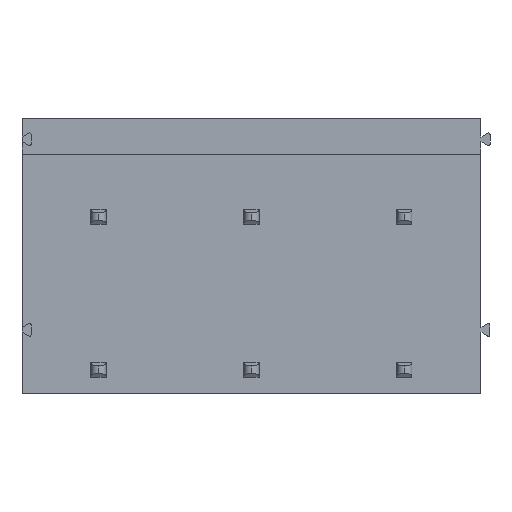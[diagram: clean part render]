
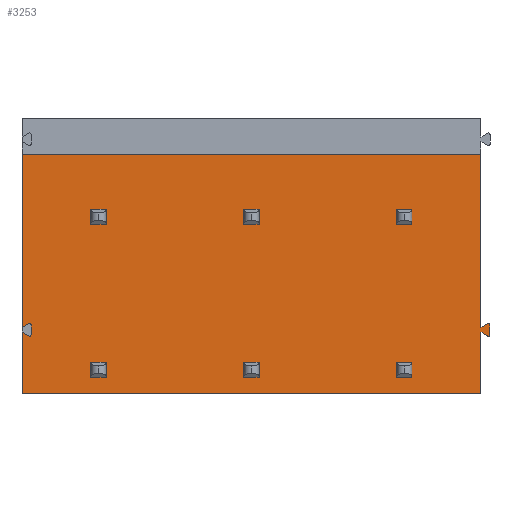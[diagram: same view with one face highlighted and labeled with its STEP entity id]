
A CAD part, front view. The second image highlights one B-rep face of the part: STEP entity #3253.
In plain terms, the highlighted planar face has unit normal (0, -1, 0).
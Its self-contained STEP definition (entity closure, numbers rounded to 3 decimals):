
#62 = CARTESIAN_POINT ( 'NONE',  ( 14.94, 0., 6.75 ) ) ;
#74 = ORIENTED_EDGE ( 'NONE', *, *, #2887, .F. ) ;
#285 = DIRECTION ( 'NONE',  ( 0., 1., 0. ) ) ;
#288 = CARTESIAN_POINT ( 'NONE',  ( 14.94, 0., -9.15 ) ) ;
#329 = CARTESIAN_POINT ( 'NONE',  ( -15.54, 0., -5.052 ) ) ;
#345 = VERTEX_POINT ( 'NONE', #1282 ) ;
#377 = LINE ( 'NONE', #734, #7398 ) ;
#382 = VECTOR ( 'NONE', #929, 1000. ) ;
#518 = CARTESIAN_POINT ( 'NONE',  ( 0., 0., 0. ) ) ;
#590 = ORIENTED_EDGE ( 'NONE', *, *, #6557, .F. ) ;
#709 = ORIENTED_EDGE ( 'NONE', *, *, #6441, .F. ) ;
#734 = CARTESIAN_POINT ( 'NONE',  ( 14.94, 0., -9.15 ) ) ;
#745 = DIRECTION ( 'NONE',  ( 0.866, 0., 0.5 ) ) ;
#781 = EDGE_CURVE ( 'NONE', #5011, #1693, #3710, .T. ) ;
#791 = VERTEX_POINT ( 'NONE', #1729 ) ;
#894 = DIRECTION ( 'NONE',  ( -0.866, 0., 0.5 ) ) ;
#929 = DIRECTION ( 'NONE',  ( 0., 0., -1. ) ) ;
#1003 = EDGE_CURVE ( 'NONE', #6445, #4671, #1811, .T. ) ;
#1008 = ORIENTED_EDGE ( 'NONE', *, *, #6003, .T. ) ;
#1075 = CARTESIAN_POINT ( 'NONE',  ( -15.09, 0., -5.312 ) ) ;
#1085 = LINE ( 'NONE', #1075, #4285 ) ;
#1089 = ORIENTED_EDGE ( 'NONE', *, *, #4013, .T. ) ;
#1098 = ORIENTED_EDGE ( 'NONE', *, *, #6892, .F. ) ;
#1132 = PLANE ( 'NONE',  #4836 ) ;
#1169 = CARTESIAN_POINT ( 'NONE',  ( 15.54, 0., -5.225 ) ) ;
#1229 = EDGE_LOOP ( 'NONE', ( #1008, #6949, #7482, #1500, #709, #74, #1885, #590, #6475, #8262, #6208, #2620, #1098, #5994, #1089, #6660, #3583, #2124 ) ) ;
#1259 = CARTESIAN_POINT ( 'NONE',  ( 14.94, 0., -4.748 ) ) ;
#1282 = CARTESIAN_POINT ( 'NONE',  ( -15.04, 0., -5.325 ) ) ;
#1324 = DIRECTION ( 'NONE',  ( 0., 0., 1. ) ) ;
#1383 = FACE_OUTER_BOUND ( 'NONE', #1229, .T. ) ;
#1444 = DIRECTION ( 'NONE',  ( -1., 0., 0. ) ) ;
#1500 = ORIENTED_EDGE ( 'NONE', *, *, #4090, .F. ) ;
#1598 = DIRECTION ( 'NONE',  ( 0., 0., -1. ) ) ;
#1630 = LINE ( 'NONE', #4656, #6378 ) ;
#1693 = VERTEX_POINT ( 'NONE', #5796 ) ;
#1722 = LINE ( 'NONE', #6067, #5237 ) ;
#1729 = CARTESIAN_POINT ( 'NONE',  ( -14.94, 0., -5.225 ) ) ;
#1811 = LINE ( 'NONE', #2821, #3438 ) ;
#1848 = CARTESIAN_POINT ( 'NONE',  ( 15.39, 0., -4.488 ) ) ;
#1876 = VERTEX_POINT ( 'NONE', #6847 ) ;
#1885 = ORIENTED_EDGE ( 'NONE', *, *, #6393, .F. ) ;
#1892 = DIRECTION ( 'NONE',  ( 0., 1., 0. ) ) ;
#1974 = CARTESIAN_POINT ( 'NONE',  ( -15.04, 0., -5.225 ) ) ;
#1989 = LINE ( 'NONE', #288, #3293 ) ;
#2085 = DIRECTION ( 'NONE',  ( 1., 0., 0. ) ) ;
#2124 = ORIENTED_EDGE ( 'NONE', *, *, #5396, .T. ) ;
#2180 = CIRCLE ( 'NONE', #3299, 0.1 ) ;
#2202 = VECTOR ( 'NONE', #1444, 1000. ) ;
#2222 = VERTEX_POINT ( 'NONE', #3940 ) ;
#2229 = CARTESIAN_POINT ( 'NONE',  ( -14.94, 0., -4.575 ) ) ;
#2569 = DIRECTION ( 'NONE',  ( 0., 0., 1. ) ) ;
#2570 = CARTESIAN_POINT ( 'NONE',  ( 15.44, 0., -5.325 ) ) ;
#2575 = CARTESIAN_POINT ( 'NONE',  ( 15.39, 0., -5.312 ) ) ;
#2620 = ORIENTED_EDGE ( 'NONE', *, *, #2878, .F. ) ;
#2790 = EDGE_CURVE ( 'NONE', #8229, #1876, #3504, .T. ) ;
#2821 = CARTESIAN_POINT ( 'NONE',  ( -15.54, 0., -4.748 ) ) ;
#2824 = DIRECTION ( 'NONE',  ( 0., 0., -1. ) ) ;
#2874 = DIRECTION ( 'NONE',  ( 0., 0., 1. ) ) ;
#2878 = EDGE_CURVE ( 'NONE', #5506, #6879, #7604, .T. ) ;
#2887 = EDGE_CURVE ( 'NONE', #4137, #7890, #5596, .T. ) ;
#2963 = EDGE_CURVE ( 'NONE', #5194, #791, #7500, .T. ) ;
#2970 = DIRECTION ( 'NONE',  ( 0., 1., 0. ) ) ;
#3050 = CARTESIAN_POINT ( 'NONE',  ( 14.94, 0., -9.15 ) ) ;
#3059 = DIRECTION ( 'NONE',  ( 0., 0., 1. ) ) ;
#3107 = CARTESIAN_POINT ( 'NONE',  ( -15.09, 0., -5.312 ) ) ;
#3120 = CARTESIAN_POINT ( 'NONE',  ( -15.09, 0., -4.488 ) ) ;
#3182 = LINE ( 'NONE', #7061, #7478 ) ;
#3216 = DIRECTION ( 'NONE',  ( 0., 0., 1. ) ) ;
#3253 = ADVANCED_FACE ( 'NONE', ( #1383 ), #1132, .F. ) ;
#3293 = VECTOR ( 'NONE', #5488, 1000. ) ;
#3299 = AXIS2_PLACEMENT_3D ( 'NONE', #8041, #2970, #7326 ) ;
#3311 = DIRECTION ( 'NONE',  ( 0., 0., -1. ) ) ;
#3330 = EDGE_CURVE ( 'NONE', #6879, #2222, #377, .T. ) ;
#3415 = VERTEX_POINT ( 'NONE', #6920 ) ;
#3438 = VECTOR ( 'NONE', #4154, 1000. ) ;
#3504 = LINE ( 'NONE', #4632, #2202 ) ;
#3506 = EDGE_CURVE ( 'NONE', #791, #345, #7292, .T. ) ;
#3583 = ORIENTED_EDGE ( 'NONE', *, *, #3506, .T. ) ;
#3710 = CIRCLE ( 'NONE', #5091, 0.1 ) ;
#3940 = CARTESIAN_POINT ( 'NONE',  ( 14.94, 0., -4.748 ) ) ;
#4013 = EDGE_CURVE ( 'NONE', #4671, #5194, #2180, .T. ) ;
#4090 = EDGE_CURVE ( 'NONE', #3415, #8229, #1989, .T. ) ;
#4137 = VERTEX_POINT ( 'NONE', #2570 ) ;
#4154 = DIRECTION ( 'NONE',  ( 0.866, 0., 0.5 ) ) ;
#4161 = EDGE_CURVE ( 'NONE', #1876, #5932, #3182, .T. ) ;
#4224 = CARTESIAN_POINT ( 'NONE',  ( -15.54, 0., 6.75 ) ) ;
#4285 = VECTOR ( 'NONE', #6250, 1000. ) ;
#4325 = LINE ( 'NONE', #1259, #6247 ) ;
#4532 = LINE ( 'NONE', #5162, #6744 ) ;
#4632 = CARTESIAN_POINT ( 'NONE',  ( -15.54, 0., -9.15 ) ) ;
#4656 = CARTESIAN_POINT ( 'NONE',  ( 14.94, 0., -5.052 ) ) ;
#4671 = VERTEX_POINT ( 'NONE', #3120 ) ;
#4836 = AXIS2_PLACEMENT_3D ( 'NONE', #518, #1892, #2569 ) ;
#5011 = VERTEX_POINT ( 'NONE', #1848 ) ;
#5091 = AXIS2_PLACEMENT_3D ( 'NONE', #6252, #6910, #3059 ) ;
#5162 = CARTESIAN_POINT ( 'NONE',  ( -15.54, 0., -9.15 ) ) ;
#5194 = VERTEX_POINT ( 'NONE', #7083 ) ;
#5237 = VECTOR ( 'NONE', #1598, 1000. ) ;
#5293 = DIRECTION ( 'NONE',  ( 0., 0., -1. ) ) ;
#5396 = EDGE_CURVE ( 'NONE', #345, #6212, #5437, .T. ) ;
#5437 = CIRCLE ( 'NONE', #6951, 0.1 ) ;
#5488 = DIRECTION ( 'NONE',  ( 0., 0., -1. ) ) ;
#5506 = VERTEX_POINT ( 'NONE', #4224 ) ;
#5596 = CIRCLE ( 'NONE', #7786, 0.1 ) ;
#5615 = VERTEX_POINT ( 'NONE', #1169 ) ;
#5697 = AXIS2_PLACEMENT_3D ( 'NONE', #1974, #6417, #7074 ) ;
#5796 = CARTESIAN_POINT ( 'NONE',  ( 15.54, 0., -4.575 ) ) ;
#5932 = VERTEX_POINT ( 'NONE', #329 ) ;
#5962 = CARTESIAN_POINT ( 'NONE',  ( -15.54, 0., 6.75 ) ) ;
#5994 = ORIENTED_EDGE ( 'NONE', *, *, #1003, .T. ) ;
#6003 = EDGE_CURVE ( 'NONE', #6212, #5932, #1085, .T. ) ;
#6067 = CARTESIAN_POINT ( 'NONE',  ( 15.54, 0., -5.225 ) ) ;
#6208 = ORIENTED_EDGE ( 'NONE', *, *, #3330, .F. ) ;
#6212 = VERTEX_POINT ( 'NONE', #3107 ) ;
#6247 = VECTOR ( 'NONE', #745, 1000. ) ;
#6250 = DIRECTION ( 'NONE',  ( -0.866, 0., 0.5 ) ) ;
#6252 = CARTESIAN_POINT ( 'NONE',  ( 15.44, 0., -4.575 ) ) ;
#6315 = AXIS2_PLACEMENT_3D ( 'NONE', #6585, #285, #2824 ) ;
#6378 = VECTOR ( 'NONE', #894, 1000. ) ;
#6393 = EDGE_CURVE ( 'NONE', #5615, #4137, #7064, .T. ) ;
#6417 = DIRECTION ( 'NONE',  ( 0., 1., 0. ) ) ;
#6441 = EDGE_CURVE ( 'NONE', #7890, #3415, #1630, .T. ) ;
#6445 = VERTEX_POINT ( 'NONE', #7295 ) ;
#6475 = ORIENTED_EDGE ( 'NONE', *, *, #781, .F. ) ;
#6557 = EDGE_CURVE ( 'NONE', #1693, #5615, #1722, .T. ) ;
#6585 = CARTESIAN_POINT ( 'NONE',  ( 15.44, 0., -5.225 ) ) ;
#6643 = CARTESIAN_POINT ( 'NONE',  ( 15.44, 0., -5.225 ) ) ;
#6660 = ORIENTED_EDGE ( 'NONE', *, *, #2963, .T. ) ;
#6744 = VECTOR ( 'NONE', #1324, 1000. ) ;
#6847 = CARTESIAN_POINT ( 'NONE',  ( -15.54, 0., -9.15 ) ) ;
#6879 = VERTEX_POINT ( 'NONE', #62 ) ;
#6892 = EDGE_CURVE ( 'NONE', #6445, #5506, #4532, .T. ) ;
#6910 = DIRECTION ( 'NONE',  ( 0., 1., 0. ) ) ;
#6920 = CARTESIAN_POINT ( 'NONE',  ( 14.94, 0., -5.052 ) ) ;
#6949 = ORIENTED_EDGE ( 'NONE', *, *, #4161, .F. ) ;
#6951 = AXIS2_PLACEMENT_3D ( 'NONE', #8028, #7368, #2874 ) ;
#7061 = CARTESIAN_POINT ( 'NONE',  ( -15.54, 0., -9.15 ) ) ;
#7064 = CIRCLE ( 'NONE', #6315, 0.1 ) ;
#7074 = DIRECTION ( 'NONE',  ( 0., 0., 1. ) ) ;
#7083 = CARTESIAN_POINT ( 'NONE',  ( -14.94, 0., -4.575 ) ) ;
#7153 = DIRECTION ( 'NONE',  ( 0., 1., 0. ) ) ;
#7292 = CIRCLE ( 'NONE', #5697, 0.1 ) ;
#7295 = CARTESIAN_POINT ( 'NONE',  ( -15.54, 0., -4.748 ) ) ;
#7326 = DIRECTION ( 'NONE',  ( 0., 0., 1. ) ) ;
#7368 = DIRECTION ( 'NONE',  ( 0., 1., 0. ) ) ;
#7398 = VECTOR ( 'NONE', #5293, 1000. ) ;
#7478 = VECTOR ( 'NONE', #3216, 1000. ) ;
#7482 = ORIENTED_EDGE ( 'NONE', *, *, #2790, .F. ) ;
#7500 = LINE ( 'NONE', #2229, #382 ) ;
#7501 = EDGE_CURVE ( 'NONE', #2222, #5011, #4325, .T. ) ;
#7604 = LINE ( 'NONE', #5962, #8087 ) ;
#7786 = AXIS2_PLACEMENT_3D ( 'NONE', #6643, #7153, #3311 ) ;
#7890 = VERTEX_POINT ( 'NONE', #2575 ) ;
#8028 = CARTESIAN_POINT ( 'NONE',  ( -15.04, 0., -5.225 ) ) ;
#8041 = CARTESIAN_POINT ( 'NONE',  ( -15.04, 0., -4.575 ) ) ;
#8087 = VECTOR ( 'NONE', #2085, 1000. ) ;
#8229 = VERTEX_POINT ( 'NONE', #3050 ) ;
#8262 = ORIENTED_EDGE ( 'NONE', *, *, #7501, .F. ) ;
